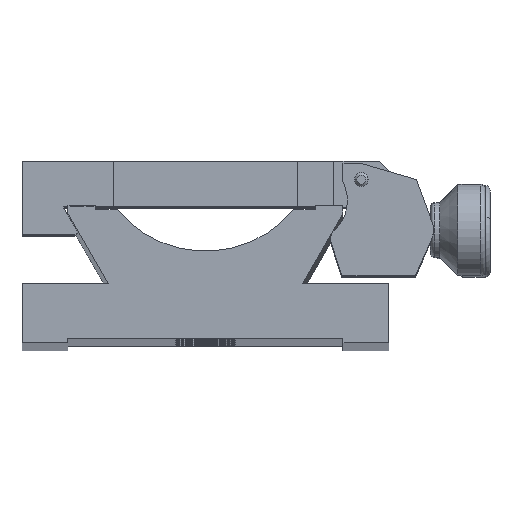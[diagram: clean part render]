
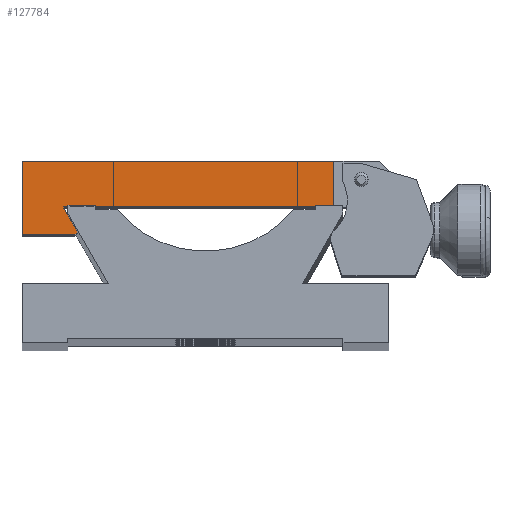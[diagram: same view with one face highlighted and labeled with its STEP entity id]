
A CAD part, top view. The second image highlights one B-rep face of the part: STEP entity #127784.
In plain terms, the highlighted planar face has unit normal (0, 0, 1).
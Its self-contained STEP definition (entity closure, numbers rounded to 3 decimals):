
#8551 = CARTESIAN_POINT ( 'NONE',  ( -13.768, 5.5, 145.295 ) ) ;
#10690 = DIRECTION ( 'NONE',  ( 0., 0., 1. ) ) ;
#11143 = ORIENTED_EDGE ( 'NONE', *, *, #112025, .T. ) ;
#11631 = CARTESIAN_POINT ( 'NONE',  ( 0., 8.5, 145.295 ) ) ;
#11842 = VECTOR ( 'NONE', #122649, 1000. ) ;
#15426 = LINE ( 'NONE', #89522, #37046 ) ;
#15614 = EDGE_CURVE ( 'NONE', #164405, #75409, #52330, .T. ) ;
#16156 = ORIENTED_EDGE ( 'NONE', *, *, #24227, .F. ) ;
#21218 = CARTESIAN_POINT ( 'NONE',  ( -20., 5.5, 145.295 ) ) ;
#23453 = ORIENTED_EDGE ( 'NONE', *, *, #107623, .T. ) ;
#24227 = EDGE_CURVE ( 'NONE', #53753, #120400, #15426, .T. ) ;
#26546 = ORIENTED_EDGE ( 'NONE', *, *, #173089, .T. ) ;
#37046 = VECTOR ( 'NONE', #187841, 1000. ) ;
#40702 = CARTESIAN_POINT ( 'NONE',  ( -20., 13.5, 145.295 ) ) ;
#43685 = VERTEX_POINT ( 'NONE', #53337 ) ;
#44074 = VECTOR ( 'NONE', #188362, 1000. ) ;
#52330 = LINE ( 'NONE', #184261, #11842 ) ;
#53337 = CARTESIAN_POINT ( 'NONE',  ( -14.268, 5.5, 145.295 ) ) ;
#53753 = VERTEX_POINT ( 'NONE', #121198 ) ;
#54018 = FACE_OUTER_BOUND ( 'NONE', #97334, .T. ) ;
#63044 = EDGE_CURVE ( 'NONE', #94353, #120400, #95397, .T. ) ;
#67758 = ORIENTED_EDGE ( 'NONE', *, *, #112809, .T. ) ;
#75409 = VERTEX_POINT ( 'NONE', #21218 ) ;
#78068 = CARTESIAN_POINT ( 'NONE',  ( -15.5, 8.5, 145.295 ) ) ;
#81326 = CARTESIAN_POINT ( 'NONE',  ( -13.951, 5.817, 145.295 ) ) ;
#84106 = AXIS2_PLACEMENT_3D ( 'NONE', #11631, #10690, #170553 ) ;
#89522 = CARTESIAN_POINT ( 'NONE',  ( 14., 13.5, 145.295 ) ) ;
#92734 = ORIENTED_EDGE ( 'NONE', *, *, #63044, .T. ) ;
#94166 = VECTOR ( 'NONE', #139479, 1000. ) ;
#94353 = VERTEX_POINT ( 'NONE', #78068 ) ;
#95170 = LINE ( 'NONE', #8551, #94166 ) ;
#95397 = LINE ( 'NONE', #98246, #126584 ) ;
#97334 = EDGE_LOOP ( 'NONE', ( #16156, #23453, #111205, #11143, #67758, #26546, #92734 ) ) ;
#98246 = CARTESIAN_POINT ( 'NONE',  ( -15.5, 8.5, 145.295 ) ) ;
#107080 = LINE ( 'NONE', #122488, #160657 ) ;
#107623 = EDGE_CURVE ( 'NONE', #53753, #164405, #107080, .T. ) ;
#111205 = ORIENTED_EDGE ( 'NONE', *, *, #15614, .T. ) ;
#112025 = EDGE_CURVE ( 'NONE', #75409, #43685, #145010, .T. ) ;
#112733 = PLANE ( 'NONE',  #84106 ) ;
#112809 = EDGE_CURVE ( 'NONE', #43685, #132588, #141135, .T. ) ;
#115094 = DIRECTION ( 'NONE',  ( 0.707, 0.707, 0. ) ) ;
#120400 = VERTEX_POINT ( 'NONE', #158525 ) ;
#121198 = CARTESIAN_POINT ( 'NONE',  ( 14., 13.5, 145.295 ) ) ;
#122488 = CARTESIAN_POINT ( 'NONE',  ( -20., 13.5, 145.295 ) ) ;
#122649 = DIRECTION ( 'NONE',  ( 0., -1., 0. ) ) ;
#126584 = VECTOR ( 'NONE', #167662, 1000. ) ;
#127784 = ADVANCED_FACE ( 'NONE', ( #54018 ), #112733, .T. ) ;
#130569 = CARTESIAN_POINT ( 'NONE',  ( -20., 5.5, 145.295 ) ) ;
#132588 = VERTEX_POINT ( 'NONE', #81326 ) ;
#139479 = DIRECTION ( 'NONE',  ( -0.5, 0.866, 0. ) ) ;
#141135 = LINE ( 'NONE', #170993, #155023 ) ;
#145010 = LINE ( 'NONE', #130569, #44074 ) ;
#155023 = VECTOR ( 'NONE', #115094, 1000. ) ;
#158525 = CARTESIAN_POINT ( 'NONE',  ( 14., 8.5, 145.295 ) ) ;
#160657 = VECTOR ( 'NONE', #165845, 1000. ) ;
#164405 = VERTEX_POINT ( 'NONE', #40702 ) ;
#165845 = DIRECTION ( 'NONE',  ( -1., 0., 0. ) ) ;
#167662 = DIRECTION ( 'NONE',  ( 1., 0., 0. ) ) ;
#170553 = DIRECTION ( 'NONE',  ( 1., 0., 0. ) ) ;
#170993 = CARTESIAN_POINT ( 'NONE',  ( -5.634, 14.134, 145.295 ) ) ;
#173089 = EDGE_CURVE ( 'NONE', #132588, #94353, #95170, .T. ) ;
#184261 = CARTESIAN_POINT ( 'NONE',  ( -20., 13.5, 145.295 ) ) ;
#187841 = DIRECTION ( 'NONE',  ( 0., -1., 0. ) ) ;
#188362 = DIRECTION ( 'NONE',  ( 1., 0., 0. ) ) ;
